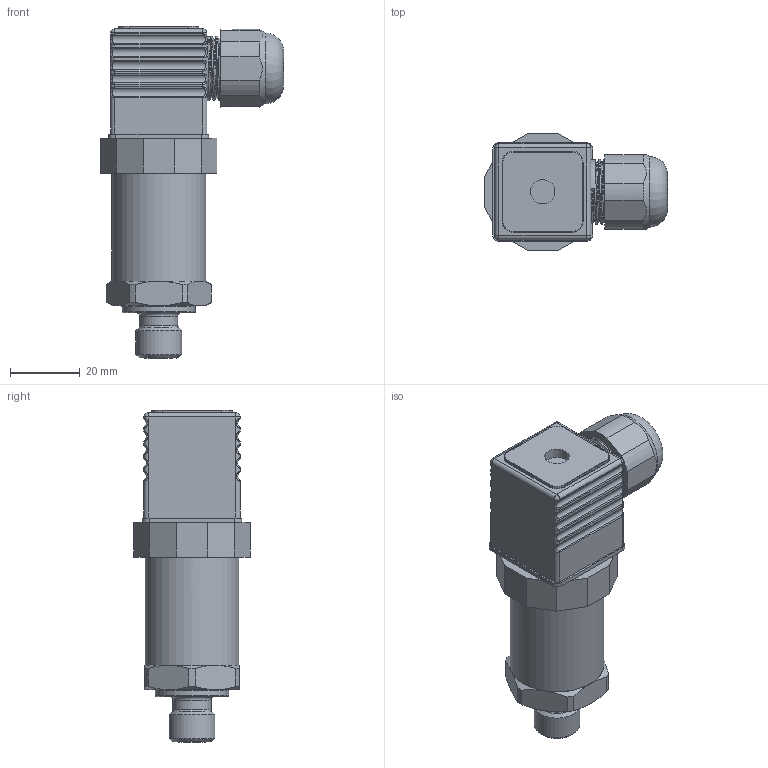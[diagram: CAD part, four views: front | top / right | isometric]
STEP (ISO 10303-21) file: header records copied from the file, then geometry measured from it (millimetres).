
FILE_DESCRIPTION(('STEP AP214'), '1');
FILE_NAME('(21G1)ÊÓÂÔ.406233.101-D-21G1ÑÁ (ïðåä. èçì. 1)', '', ('UNSPECIFIED'), ('UNSPECIFIED'), 'ASCON STEP Converter 1.6', 'ASCON Math Kernel', '');
FILE_SCHEMA(('AUTOMOTIVE_DESIGN { 1 0 10303 214 3 1 1}'));
Length unit declared in the file: millimetre
Products named in the file (16): 弝謹.406233.101-D; 弝謹.713261.430.2362; 弝謹.301152.320.1175-01; ÊÓÂÔ.301152.320.1175ÑÁ (Âèëêà ñ ðàçúåìîì); DAT26X03; 弝謹.741582.430.2021; 暑朦鲱 箫腩蝽栩咫铄; Board; Free-Models; DO-219AB_SMF; 1210(3225); ÊÓÔÂ.754521.420.826 (Êðûøêà ðåçüáîâàÿ); 弝謹.713567.430.2355
Assembly tree (17 placements, depth 5):
  弝謹.406233.101-D
    弝謹.713261.430.2362
    弝謹.301152.320.1175-01
      ÊÓÂÔ.301152.320.1175ÑÁ (Âèëêà ñ ðàçúåìîì)
      DAT26X03
      弝謹.741582.430.2021  x2
      暑朦鲱 箫腩蝽栩咫铄
      (unnamed)
        Board
        Free-Models
          DO-219AB_SMF
          1210(3225)  x2
    ÊÓÔÂ.754521.420.826 (Êðûøêà ðåçüáîâàÿ)
    (unnamed)
    (unnamed)
    弝謹.713567.430.2355
Bounding box: 52.5 x 33.4 x 95.2 mm (x, y, z)
Volume: 51162.4 mm3; surface area: 27853 mm2
Topology: 16 solids, 16 shells, 688 faces, 1633 edges, 1000 vertices
Faces by surface type: plane 306, cylinder 199, bspline 94, torus 33, cone 28, sphere 28
Full cylindrical faces by diameter (mm): 0.5 x1, 2 x1, 2.5 x1, 3 x1, 4 x1, 5.2 x1, 7 x1, 7.2 x1, 7.8 x1, 10.9 x1, 13.157 x1, 18.6 x1, 19 x1, 19.1 x1, 19.8 x1, 21 x2, 21.8 x3, 22 x1, 23 x2, 24.5 x3, 24.917 x1, 25.376 x1, 25.38 x1, 26 x1, 26.9 x1
Entity records: 32526 total; most frequent: CARTESIAN_POINT 13268, ORIENTED_EDGE 2768, DIRECTION 2569, EDGE_CURVE 1384, VERTEX_POINT 899, AXIS2_PLACEMENT_3D 897, LINE 775, VECTOR 775
